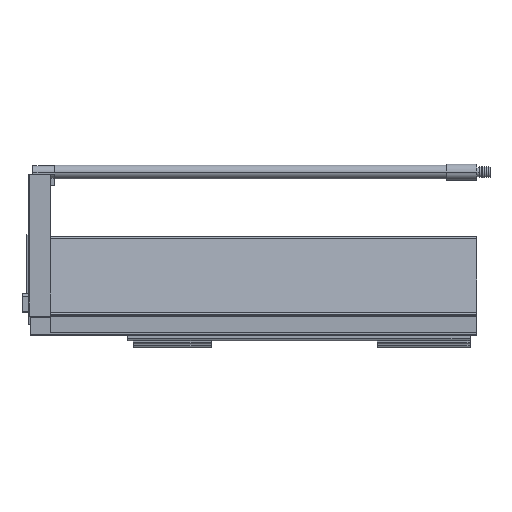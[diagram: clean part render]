
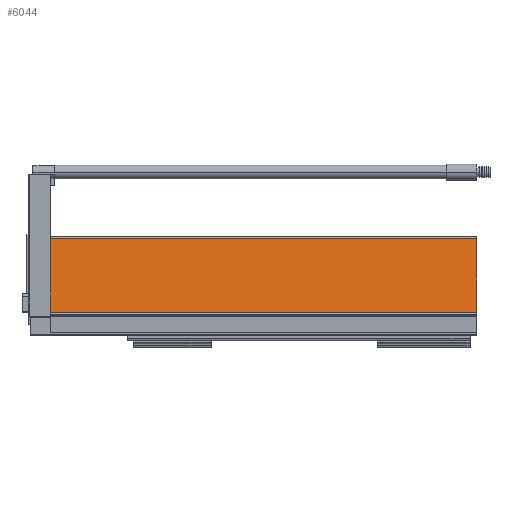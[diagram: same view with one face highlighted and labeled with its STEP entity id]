
A CAD part, top view. The second image highlights one B-rep face of the part: STEP entity #6044.
In plain terms, the highlighted planar face has unit normal (0, 0.139, 0.99).
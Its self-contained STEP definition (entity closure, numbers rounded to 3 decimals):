
#307 = EDGE_CURVE ( 'NONE', #10776, #6326, #11993, .T. ) ;
#866 = VECTOR ( 'NONE', #9664, 1000. ) ;
#1377 = CARTESIAN_POINT ( 'NONE',  ( 0., 10.222, 34.135 ) ) ;
#1518 = CARTESIAN_POINT ( 'NONE',  ( 0., 75.024, 25.028 ) ) ;
#1877 = VECTOR ( 'NONE', #2363, 1000. ) ;
#2313 = VECTOR ( 'NONE', #7435, 1000. ) ;
#2363 = DIRECTION ( 'NONE',  ( 0., 0.99, -0.139 ) ) ;
#2365 = CARTESIAN_POINT ( 'NONE',  ( 0., 75.024, 25.028 ) ) ;
#2530 = DIRECTION ( 'NONE',  ( 0., 0.139, 0.99 ) ) ;
#2568 = ORIENTED_EDGE ( 'NONE', *, *, #3929, .F. ) ;
#2950 = LINE ( 'NONE', #6816, #866 ) ;
#3856 = VECTOR ( 'NONE', #7205, 1000. ) ;
#3929 = EDGE_CURVE ( 'NONE', #8348, #4441, #6311, .T. ) ;
#4137 = ORIENTED_EDGE ( 'NONE', *, *, #5144, .T. ) ;
#4413 = CARTESIAN_POINT ( 'NONE',  ( -393., 75.024, 25.028 ) ) ;
#4441 = VERTEX_POINT ( 'NONE', #1377 ) ;
#5032 = LINE ( 'NONE', #8904, #2313 ) ;
#5144 = EDGE_CURVE ( 'NONE', #10776, #4441, #2950, .T. ) ;
#5804 = ORIENTED_EDGE ( 'NONE', *, *, #307, .F. ) ;
#6044 = ADVANCED_FACE ( 'NONE', ( #9168 ), #8210, .T. ) ;
#6311 = LINE ( 'NONE', #1518, #3856 ) ;
#6326 = VERTEX_POINT ( 'NONE', #7078 ) ;
#6799 = ORIENTED_EDGE ( 'NONE', *, *, #12051, .F. ) ;
#6816 = CARTESIAN_POINT ( 'NONE',  ( 0., 10.222, 34.135 ) ) ;
#7078 = CARTESIAN_POINT ( 'NONE',  ( -373.5, 75.024, 25.028 ) ) ;
#7205 = DIRECTION ( 'NONE',  ( 0., -0.99, 0.139 ) ) ;
#7435 = DIRECTION ( 'NONE',  ( 1., 0., 0. ) ) ;
#8210 = PLANE ( 'NONE',  #10244 ) ;
#8348 = VERTEX_POINT ( 'NONE', #2365 ) ;
#8648 = EDGE_LOOP ( 'NONE', ( #5804, #4137, #2568, #6799 ) ) ;
#8885 = CARTESIAN_POINT ( 'NONE',  ( -373.5, 75.024, 25.028 ) ) ;
#8904 = CARTESIAN_POINT ( 'NONE',  ( -393., 75.024, 25.028 ) ) ;
#9078 = CARTESIAN_POINT ( 'NONE',  ( -373.5, 10.222, 34.135 ) ) ;
#9168 = FACE_OUTER_BOUND ( 'NONE', #8648, .T. ) ;
#9664 = DIRECTION ( 'NONE',  ( 1., 0., 0. ) ) ;
#10244 = AXIS2_PLACEMENT_3D ( 'NONE', #4413, #2530, #12101 ) ;
#10776 = VERTEX_POINT ( 'NONE', #9078 ) ;
#11993 = LINE ( 'NONE', #8885, #1877 ) ;
#12051 = EDGE_CURVE ( 'NONE', #6326, #8348, #5032, .T. ) ;
#12101 = DIRECTION ( 'NONE',  ( 0., -0.99, 0.139 ) ) ;
